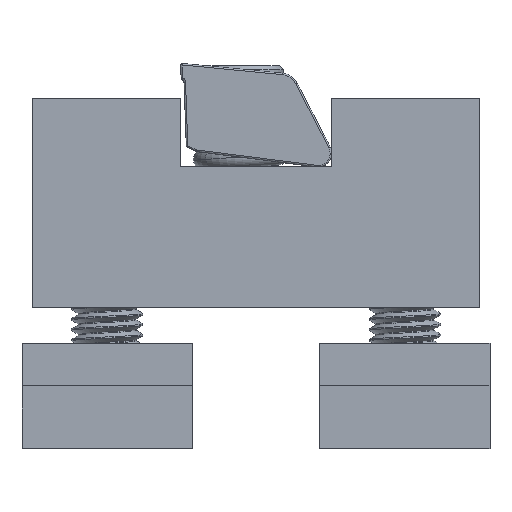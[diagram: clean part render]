
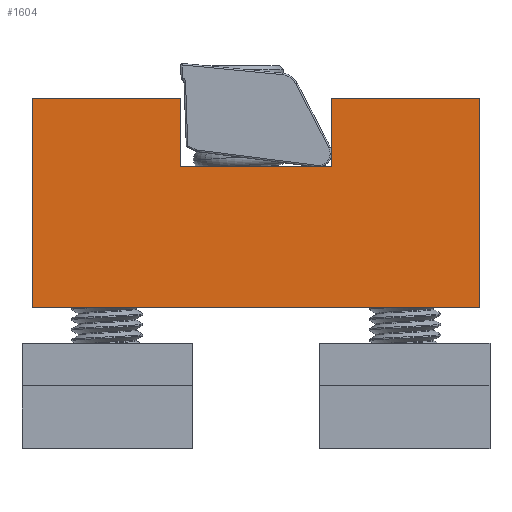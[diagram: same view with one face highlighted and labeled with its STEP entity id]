
A CAD part, top view. The second image highlights one B-rep face of the part: STEP entity #1604.
In plain terms, the highlighted planar face has unit normal (0, 0, 1).
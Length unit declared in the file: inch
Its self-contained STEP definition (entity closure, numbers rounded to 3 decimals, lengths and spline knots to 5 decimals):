
#784 = ORIENTED_EDGE ( 'NONE', *, *, #3798, .T. ) ;
#1257 = DIRECTION ( 'NONE',  ( 0., 0., -1. ) ) ;
#1332 = ORIENTED_EDGE ( 'NONE', *, *, #10734, .T. ) ;
#1604 = ADVANCED_FACE ( 'NONE', ( #11860 ), #15498, .F. ) ;
#1705 = CARTESIAN_POINT ( 'NONE',  ( 1.47638, -0.689, 0.5 ) ) ;
#1755 = LINE ( 'NONE', #4554, #2161 ) ;
#1812 = DIRECTION ( 'NONE',  ( -1., 0., 0. ) ) ;
#2161 = VECTOR ( 'NONE', #8689, 39.37008 ) ;
#2206 = EDGE_CURVE ( 'NONE', #5363, #5483, #1755, .T. ) ;
#2292 = VECTOR ( 'NONE', #6679, 39.37008 ) ;
#2568 = CARTESIAN_POINT ( 'NONE',  ( -0.5, 0.239, 0.5 ) ) ;
#2569 = DIRECTION ( 'NONE',  ( -1., 0., 0. ) ) ;
#2715 = VECTOR ( 'NONE', #11328, 39.37008 ) ;
#3372 = ORIENTED_EDGE ( 'NONE', *, *, #3565, .F. ) ;
#3432 = CARTESIAN_POINT ( 'NONE',  ( 0.5, 0.239, 0.5 ) ) ;
#3565 = EDGE_CURVE ( 'NONE', #4549, #12149, #12574, .T. ) ;
#3781 = CARTESIAN_POINT ( 'NONE',  ( -1.47638, -0.689, 0.5 ) ) ;
#3798 = EDGE_CURVE ( 'NONE', #5363, #9752, #11381, .T. ) ;
#3806 = CARTESIAN_POINT ( 'NONE',  ( 1.47638, -0.689, 0.5 ) ) ;
#4053 = AXIS2_PLACEMENT_3D ( 'NONE', #3806, #1257, #2569 ) ;
#4476 = CARTESIAN_POINT ( 'NONE',  ( -0.5, 0.239, 0.5 ) ) ;
#4549 = VERTEX_POINT ( 'NONE', #6176 ) ;
#4554 = CARTESIAN_POINT ( 'NONE',  ( 1.47638, -0.689, 0.5 ) ) ;
#4607 = ORIENTED_EDGE ( 'NONE', *, *, #8001, .T. ) ;
#5363 = VERTEX_POINT ( 'NONE', #5370 ) ;
#5370 = CARTESIAN_POINT ( 'NONE',  ( 1.47638, 0.689, 0.5 ) ) ;
#5433 = CARTESIAN_POINT ( 'NONE',  ( 1.47638, 0.689, 0.5 ) ) ;
#5483 = VERTEX_POINT ( 'NONE', #8253 ) ;
#5492 = VECTOR ( 'NONE', #15083, 39.37008 ) ;
#6158 = EDGE_LOOP ( 'NONE', ( #784, #14082, #12285, #3372, #1332, #4607, #7200, #9837 ) ) ;
#6176 = CARTESIAN_POINT ( 'NONE',  ( -0.5, 0.689, 0.5 ) ) ;
#6329 = CARTESIAN_POINT ( 'NONE',  ( 0.5, 0.239, 0.5 ) ) ;
#6679 = DIRECTION ( 'NONE',  ( -1., 0., 0. ) ) ;
#6729 = LINE ( 'NONE', #1705, #10080 ) ;
#7200 = ORIENTED_EDGE ( 'NONE', *, *, #13292, .F. ) ;
#7652 = DIRECTION ( 'NONE',  ( 0., -1., 0. ) ) ;
#8001 = EDGE_CURVE ( 'NONE', #12540, #11296, #9052, .T. ) ;
#8014 = VECTOR ( 'NONE', #15101, 39.37008 ) ;
#8253 = CARTESIAN_POINT ( 'NONE',  ( 1.47638, -0.689, 0.5 ) ) ;
#8437 = VECTOR ( 'NONE', #1812, 39.37008 ) ;
#8446 = CARTESIAN_POINT ( 'NONE',  ( -1.47638, 0.689, 0.5 ) ) ;
#8689 = DIRECTION ( 'NONE',  ( 0., -1., 0. ) ) ;
#8860 = LINE ( 'NONE', #13845, #5492 ) ;
#9052 = LINE ( 'NONE', #3781, #2715 ) ;
#9291 = DIRECTION ( 'NONE',  ( -1., 0., 0. ) ) ;
#9752 = VERTEX_POINT ( 'NONE', #9829 ) ;
#9829 = CARTESIAN_POINT ( 'NONE',  ( 0.5, 0.689, 0.5 ) ) ;
#9837 = ORIENTED_EDGE ( 'NONE', *, *, #2206, .F. ) ;
#10080 = VECTOR ( 'NONE', #9291, 39.37008 ) ;
#10734 = EDGE_CURVE ( 'NONE', #4549, #12540, #12370, .T. ) ;
#11072 = EDGE_CURVE ( 'NONE', #13496, #9752, #16225, .T. ) ;
#11296 = VERTEX_POINT ( 'NONE', #14668 ) ;
#11328 = DIRECTION ( 'NONE',  ( 0., -1., 0. ) ) ;
#11381 = LINE ( 'NONE', #5433, #8437 ) ;
#11860 = FACE_OUTER_BOUND ( 'NONE', #6158, .T. ) ;
#12149 = VERTEX_POINT ( 'NONE', #4476 ) ;
#12285 = ORIENTED_EDGE ( 'NONE', *, *, #15444, .F. ) ;
#12370 = LINE ( 'NONE', #14208, #2292 ) ;
#12540 = VERTEX_POINT ( 'NONE', #8446 ) ;
#12574 = LINE ( 'NONE', #2568, #15490 ) ;
#13292 = EDGE_CURVE ( 'NONE', #5483, #11296, #6729, .T. ) ;
#13496 = VERTEX_POINT ( 'NONE', #3432 ) ;
#13845 = CARTESIAN_POINT ( 'NONE',  ( -0.5, 0.239, 0.5 ) ) ;
#14082 = ORIENTED_EDGE ( 'NONE', *, *, #11072, .F. ) ;
#14208 = CARTESIAN_POINT ( 'NONE',  ( 1.47638, 0.689, 0.5 ) ) ;
#14668 = CARTESIAN_POINT ( 'NONE',  ( -1.47638, -0.689, 0.5 ) ) ;
#15083 = DIRECTION ( 'NONE',  ( 1., 0., 0. ) ) ;
#15101 = DIRECTION ( 'NONE',  ( 0., 1., 0. ) ) ;
#15444 = EDGE_CURVE ( 'NONE', #12149, #13496, #8860, .T. ) ;
#15490 = VECTOR ( 'NONE', #7652, 39.37008 ) ;
#15498 = PLANE ( 'NONE',  #4053 ) ;
#16225 = LINE ( 'NONE', #6329, #8014 ) ;
